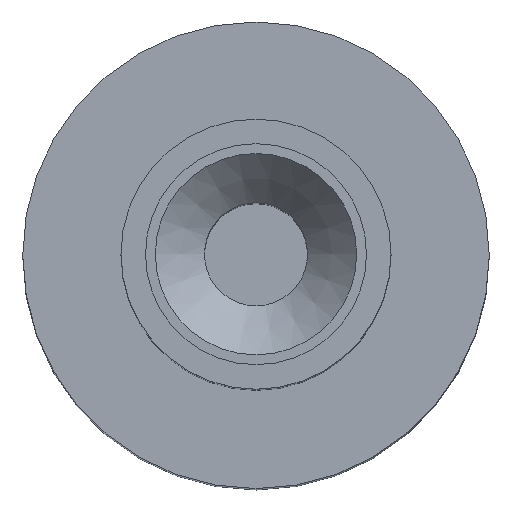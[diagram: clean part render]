
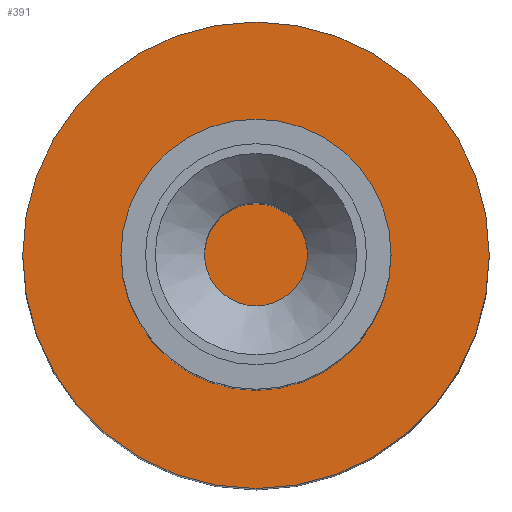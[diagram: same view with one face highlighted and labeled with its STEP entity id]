
A CAD part, top view. The second image highlights one B-rep face of the part: STEP entity #391.
In plain terms, the highlighted planar face has unit normal (0, 0, 1).
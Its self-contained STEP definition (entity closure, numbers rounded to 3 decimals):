
#52=PLANE('',#449);
#78=FACE_OUTER_BOUND('',#111,.T.);
#111=EDGE_LOOP('',(#313));
#177=CIRCLE('',#447,4.75);
#202=VERTEX_POINT('',#644);
#241=EDGE_CURVE('',#202,#202,#177,.T.);
#313=ORIENTED_EDGE('',*,*,#241,.F.);
#391=ADVANCED_FACE('',(#78),#52,.F.);
#447=AXIS2_PLACEMENT_3D('',#645,#532,#533);
#449=AXIS2_PLACEMENT_3D('',#649,#537,#538);
#532=DIRECTION('center_axis',(0.,0.,-1.));
#533=DIRECTION('ref_axis',(-1.,0.,0.));
#537=DIRECTION('center_axis',(0.,0.,-1.));
#538=DIRECTION('ref_axis',(-1.,0.,0.));
#644=CARTESIAN_POINT('',(-4.75,0.,0.));
#645=CARTESIAN_POINT('Origin',(0.,0.,0.));
#649=CARTESIAN_POINT('Origin',(0.,0.,0.));
